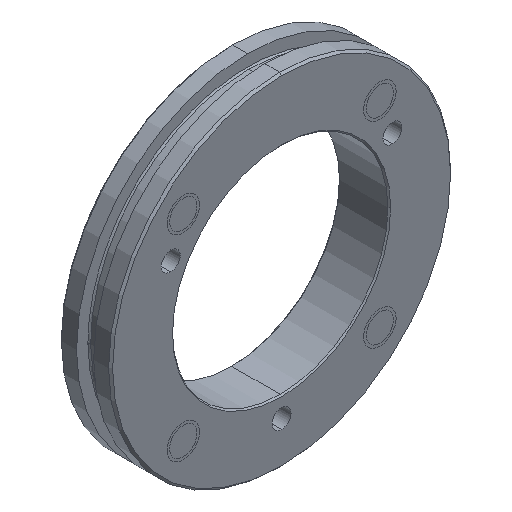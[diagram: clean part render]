
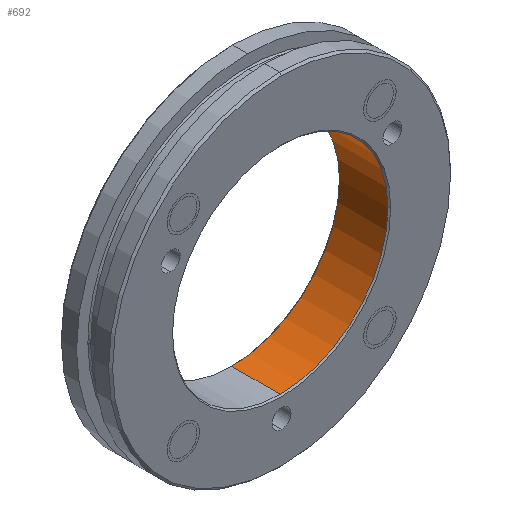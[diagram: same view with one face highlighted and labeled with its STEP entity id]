
A CAD part, isometric view. The second image highlights one B-rep face of the part: STEP entity #692.
In plain terms, the highlighted cylindrical face has radius 16 mm (diameter 32 mm), a partial arc.
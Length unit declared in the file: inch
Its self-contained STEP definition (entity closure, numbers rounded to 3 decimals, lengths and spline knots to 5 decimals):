
#14 = DIRECTION ( 'NONE',  ( 1., 0., 0. ) ) ;
#39 = CARTESIAN_POINT ( 'NONE',  ( 0., -0.14961, 0. ) ) ;
#59 = AXIS2_PLACEMENT_3D ( 'NONE', #1067, #2450, #494 ) ;
#139 = CARTESIAN_POINT ( 'NONE',  ( 0., -0.14173, 0. ) ) ;
#183 = EDGE_LOOP ( 'NONE', ( #1447, #574, #2261, #1423, #1606 ) ) ;
#291 = AXIS2_PLACEMENT_3D ( 'NONE', #139, #1773, #14 ) ;
#444 = DIRECTION ( 'NONE',  ( 0., 1., 0. ) ) ;
#493 = EDGE_CURVE ( 'NONE', #1351, #1496, #741, .T. ) ;
#494 = DIRECTION ( 'NONE',  ( 0., 0., 1. ) ) ;
#525 = EDGE_CURVE ( 'NONE', #889, #1496, #1763, .T. ) ;
#539 = DIRECTION ( 'NONE',  ( 0., 1., 0. ) ) ;
#574 = ORIENTED_EDGE ( 'NONE', *, *, #2290, .T. ) ;
#645 = CYLINDRICAL_SURFACE ( 'NONE', #1104, 0.62992 ) ;
#646 = CARTESIAN_POINT ( 'NONE',  ( 0., -0.14961, -0.62992 ) ) ;
#657 = DIRECTION ( 'NONE',  ( 0., 1., 0. ) ) ;
#674 = LINE ( 'NONE', #646, #989 ) ;
#692 = ADVANCED_FACE ( 'NONE', ( #2025 ), #645, .F. ) ;
#704 = CARTESIAN_POINT ( 'NONE',  ( 0., -0.14173, 0.62992 ) ) ;
#741 = CIRCLE ( 'NONE', #59, 0.62992 ) ;
#889 = VERTEX_POINT ( 'NONE', #704 ) ;
#989 = VECTOR ( 'NONE', #444, 39.37008 ) ;
#1047 = CARTESIAN_POINT ( 'NONE',  ( 0., 0.14173, -0.62992 ) ) ;
#1067 = CARTESIAN_POINT ( 'NONE',  ( 0., 0.14173, 0. ) ) ;
#1104 = AXIS2_PLACEMENT_3D ( 'NONE', #39, #657, #1233 ) ;
#1118 = CARTESIAN_POINT ( 'NONE',  ( 0., -0.14961, 0.62992 ) ) ;
#1150 = CIRCLE ( 'NONE', #2293, 0.62992 ) ;
#1233 = DIRECTION ( 'NONE',  ( 0., 0., 1. ) ) ;
#1351 = VERTEX_POINT ( 'NONE', #1047 ) ;
#1353 = VECTOR ( 'NONE', #539, 39.37008 ) ;
#1376 = CIRCLE ( 'NONE', #291, 0.62992 ) ;
#1383 = CARTESIAN_POINT ( 'NONE',  ( 0., -0.14173, 0. ) ) ;
#1423 = ORIENTED_EDGE ( 'NONE', *, *, #525, .T. ) ;
#1434 = CARTESIAN_POINT ( 'NONE',  ( 0., -0.14173, -0.62992 ) ) ;
#1447 = ORIENTED_EDGE ( 'NONE', *, *, #2432, .F. ) ;
#1496 = VERTEX_POINT ( 'NONE', #2094 ) ;
#1512 = CARTESIAN_POINT ( 'NONE',  ( 0.62992, -0.14173, 0. ) ) ;
#1521 = VERTEX_POINT ( 'NONE', #1512 ) ;
#1606 = ORIENTED_EDGE ( 'NONE', *, *, #493, .F. ) ;
#1763 = LINE ( 'NONE', #1118, #1353 ) ;
#1773 = DIRECTION ( 'NONE',  ( 0., -1., 0. ) ) ;
#1974 = DIRECTION ( 'NONE',  ( 0., -1., 0. ) ) ;
#1991 = EDGE_CURVE ( 'NONE', #1521, #889, #1376, .T. ) ;
#2025 = FACE_OUTER_BOUND ( 'NONE', #183, .T. ) ;
#2094 = CARTESIAN_POINT ( 'NONE',  ( 0., 0.14173, 0.62992 ) ) ;
#2261 = ORIENTED_EDGE ( 'NONE', *, *, #1991, .T. ) ;
#2290 = EDGE_CURVE ( 'NONE', #2541, #1521, #1150, .T. ) ;
#2293 = AXIS2_PLACEMENT_3D ( 'NONE', #1383, #1974, #2370 ) ;
#2370 = DIRECTION ( 'NONE',  ( 1., 0., 0. ) ) ;
#2432 = EDGE_CURVE ( 'NONE', #2541, #1351, #674, .T. ) ;
#2450 = DIRECTION ( 'NONE',  ( 0., -1., 0. ) ) ;
#2541 = VERTEX_POINT ( 'NONE', #1434 ) ;
